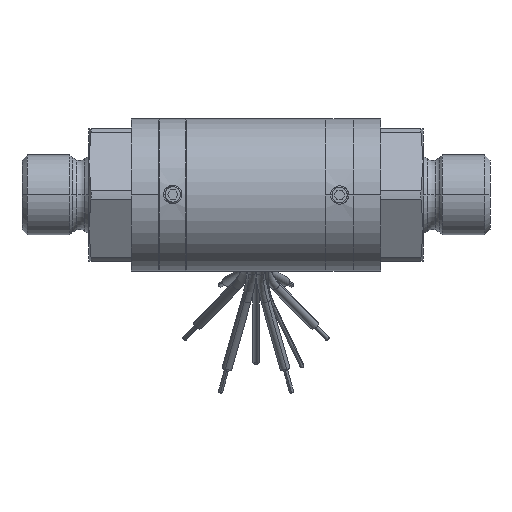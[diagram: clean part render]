
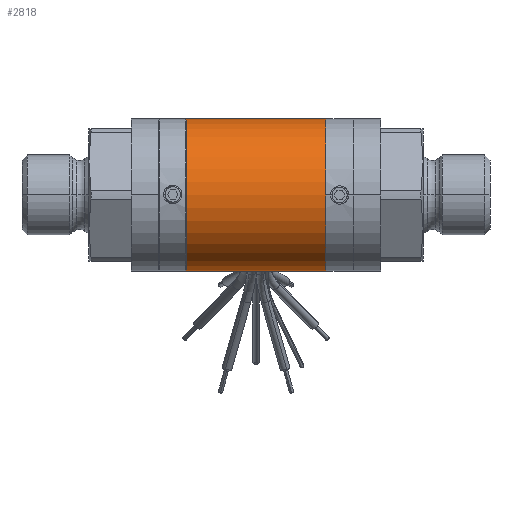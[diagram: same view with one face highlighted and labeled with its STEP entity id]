
A CAD part, front view. The second image highlights one B-rep face of the part: STEP entity #2818.
In plain terms, the highlighted cylindrical face has radius 12.512 mm (diameter 25.025 mm), a partial arc.
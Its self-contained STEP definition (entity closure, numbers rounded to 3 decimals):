
#2520=CARTESIAN_POINT('',(11.5,0.,0.));
#2521=DIRECTION('',(-1.,0.,0.));
#2522=DIRECTION('',(0.,0.,-1.));
#2523=AXIS2_PLACEMENT_3D('',#2520,#2521,#2522);
#2535=DIRECTION('',(-1.,0.,0.));
#2536=VECTOR('',#2535,23.);
#2537=CARTESIAN_POINT('',(11.5,0.,12.513));
#2538=LINE('',#2537,#2536);
#2587=DIRECTION('',(-1.,0.,0.));
#2588=VECTOR('',#2587,23.);
#2589=CARTESIAN_POINT('',(11.5,0.,-12.513));
#2590=LINE('',#2589,#2588);
#2596=CARTESIAN_POINT('',(-11.5,0.,0.));
#2597=DIRECTION('',(-1.,0.,0.));
#2598=DIRECTION('',(0.,0.,-1.));
#2599=AXIS2_PLACEMENT_3D('',#2596,#2597,#2598);
#2731=CARTESIAN_POINT('',(11.5,0.,12.513));
#2732=CARTESIAN_POINT('',(11.5,0.,-12.513));
#2733=VERTEX_POINT('',#2731);
#2734=VERTEX_POINT('',#2732);
#2735=CARTESIAN_POINT('',(-11.5,0.,12.513));
#2736=CARTESIAN_POINT('',(-11.5,0.,-12.513));
#2737=VERTEX_POINT('',#2735);
#2738=VERTEX_POINT('',#2736);
#2806=CARTESIAN_POINT('',(11.5,0.,0.));
#2807=DIRECTION('',(-1.,0.,0.));
#2808=DIRECTION('',(0.,0.,1.));
#2809=AXIS2_PLACEMENT_3D('',#2806,#2807,#2808);
#2810=CYLINDRICAL_SURFACE('',#2809,12.513);
#2811=ORIENTED_EDGE('',*,*,#2774,.F.);
#2812=ORIENTED_EDGE('',*,*,#2795,.T.);
#2814=ORIENTED_EDGE('',*,*,#2813,.T.);
#2815=ORIENTED_EDGE('',*,*,#2791,.F.);
#2816=EDGE_LOOP('',(#2811,#2812,#2814,#2815));
#2817=FACE_OUTER_BOUND('',#2816,.F.);
#2818=ADVANCED_FACE('',(#2817),#2810,.T.);
#2524=CIRCLE('',#2523,12.513);
#2600=CIRCLE('',#2599,12.513);
#2774=EDGE_CURVE('',#2734,#2733,#2524,.T.);
#2791=EDGE_CURVE('',#2733,#2737,#2538,.T.);
#2795=EDGE_CURVE('',#2734,#2738,#2590,.T.);
#2813=EDGE_CURVE('',#2738,#2737,#2600,.T.);
